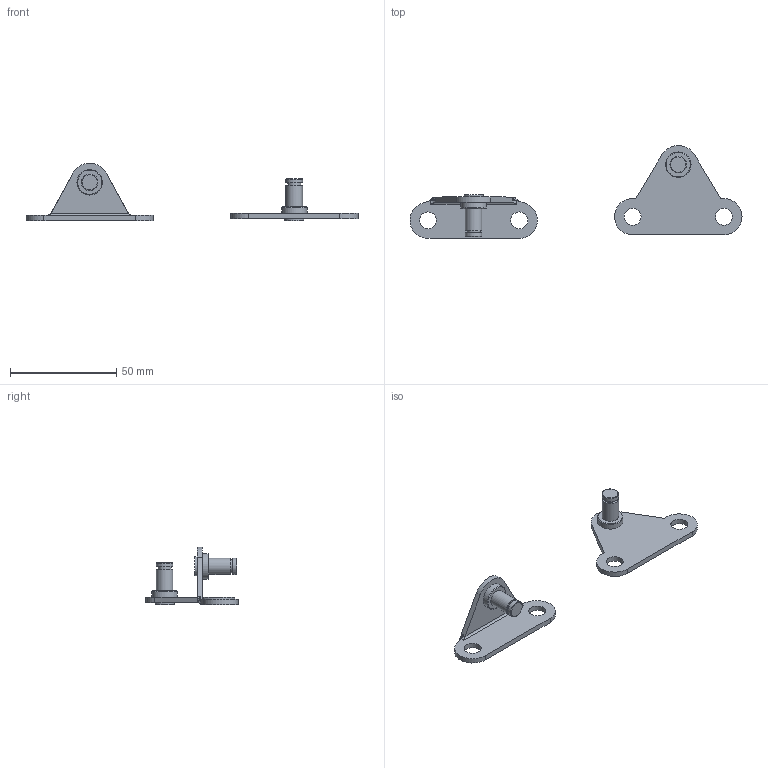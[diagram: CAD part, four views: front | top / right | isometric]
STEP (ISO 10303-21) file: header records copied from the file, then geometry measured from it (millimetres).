
FILE_DESCRIPTION(/* description */ (''),/* implementation_level */ '2;1');
FILE_NAME(/* name */ 'DR_SB-10.stp',/* time_stamp */ '2023-11-29T13:58:55+09:00',/* author */ ('user'),/* organization */ (''),/* preprocessor_version */ 'ST-DEVELOPER v15.6',/* originating_system */ 'Autodesk Inventor 2015',/* authorisation */ '');
FILE_SCHEMA (('AUTOMOTIVE_DESIGN { 1 0 10303 214 3 1 1 }'));
Length unit declared in the file: millimetre
Products named in the file (3): DR_SB-10-A; DR_SB-10-B; DR_SB-10
Bounding box: 156.28 x 43.73 x 27.06 mm (x, y, z)
Volume: 9528.3 mm3; surface area: 8038 mm2
Topology: 2 solids, 2 shells, 64 faces, 146 edges, 96 vertices
Faces by surface type: cylinder 26, plane 26, bspline 8, torus 2, cone 2
Full cylindrical faces by diameter (mm): 6 x2, 7.8 x4, 8 x4, 9 x2, 12 x2
Entity records: 2041 total; most frequent: CARTESIAN_POINT 587, DIRECTION 296, ORIENTED_EDGE 248, AXIS2_PLACEMENT_3D 125, EDGE_CURVE 124, EDGE_LOOP 100, VERTEX_POINT 92, FACE_OUTER_BOUND 64
